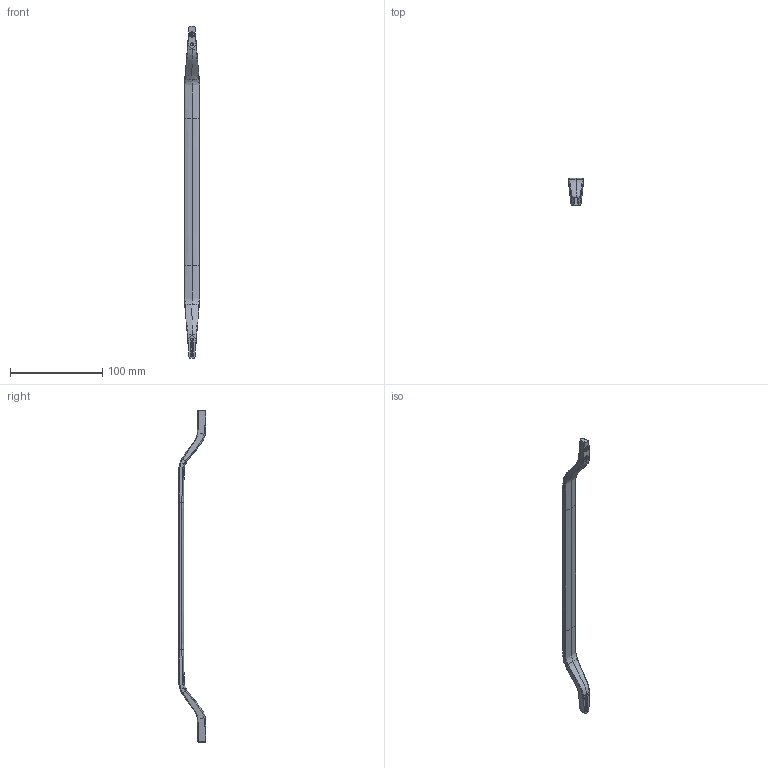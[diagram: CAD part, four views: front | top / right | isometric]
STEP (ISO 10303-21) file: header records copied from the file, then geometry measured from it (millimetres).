
FILE_DESCRIPTION(('Creo Elements/Direct Modeling STEP Export'),'2;1');
FILE_NAME('2318-360.stp','2022-05-04T10:00:28',(''),(''),'Creo Elements/Direct Modeling STEP processor for AP214 (Solid Model)','Creo Elements/Direct Modeling 20.0 12-Nov-2016 (C) Parametric Technology GmbH','');
FILE_SCHEMA(('AUTOMOTIVE_DESIGN { 1 0 10303 214 1 1 1 1 }'));
Length unit declared in the file: millimetre
Products named in the file (1): ZN-9048
Bounding box: 16.96 x 29.29 x 360 mm (x, y, z)
Volume: 31086.7 mm3; surface area: 14830.8 mm2
Topology: 1 solids, 1 shells, 591 faces, 1621 edges, 1046 vertices
Faces by surface type: plane 449, bspline 96, extrusion 23, cylinder 15, cone 8
Entity records: 32730 total; most frequent: CARTESIAN_POINT 18492, ORIENTED_EDGE 3226, DIRECTION 2360, EDGE_CURVE 1613, VECTOR 1338, LINE 1315, VERTEX_POINT 1046, EDGE_LOOP 613
